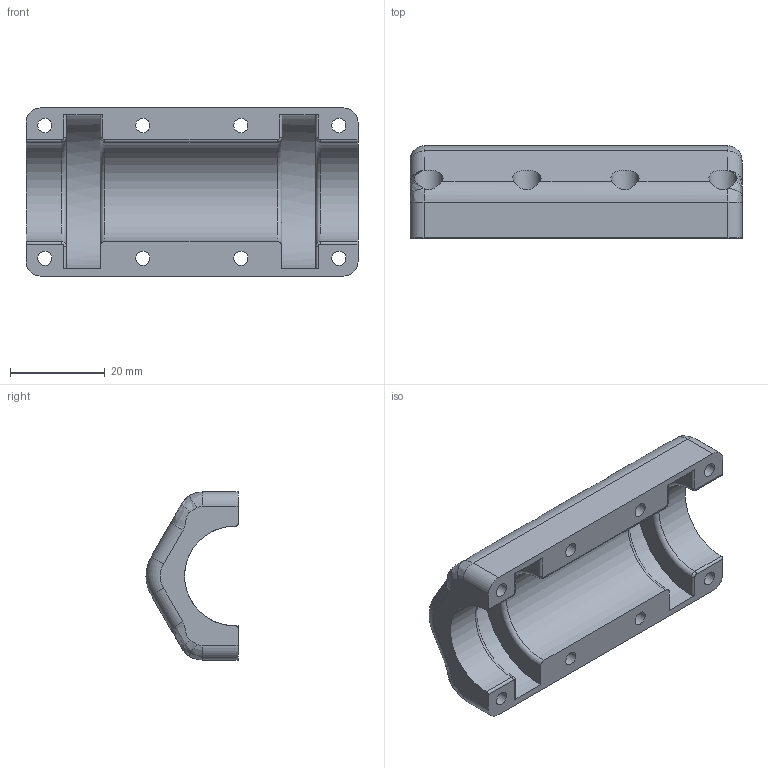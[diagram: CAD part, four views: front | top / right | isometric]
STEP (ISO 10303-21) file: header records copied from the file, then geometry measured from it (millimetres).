
FILE_DESCRIPTION(/* description */ (''),/* implementation_level */ '2;1');
FILE_NAME(/* name */ 'Boom Joint Outer 22-20mm Cap.stp',/* time_stamp */ '2016-12-07T13:29:28-08:00',/* author */ (''),/* organization */ (''),/* preprocessor_version */ 'ST-DEVELOPER v15.2',/* originating_system */ 'Autodesk Translator Framework v2.0.0.5431',/* authorisation */ '');
FILE_SCHEMA (('AUTOMOTIVE_DESIGN { 1 0 10303 214 3 1 1 }'));
Length unit declared in the file: centimetre
Products named in the file (1): (Unsaved)
Bounding box: 70 x 19.41 x 35.44 mm (x, y, z)
Volume: 19497 mm3; surface area: 10251.6 mm2
Topology: 1 solids, 1 shells, 87 faces, 235 edges, 142 vertices
Faces by surface type: cylinder 43, bspline 18, plane 12, cone 8, torus 6
Full cylindrical faces by diameter (mm): 3 x8, 6 x8
Entity records: 3591 total; most frequent: CARTESIAN_POINT 1576, ORIENTED_EDGE 406, DIRECTION 405, EDGE_CURVE 203, AXIS2_PLACEMENT_3D 172, VERTEX_POINT 134, EDGE_LOOP 119, CIRCLE 90
